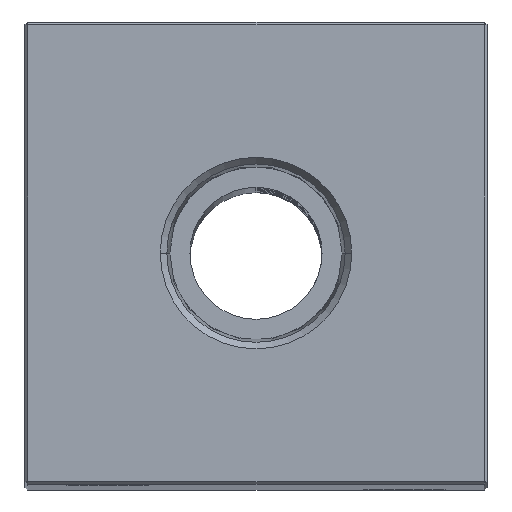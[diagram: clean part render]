
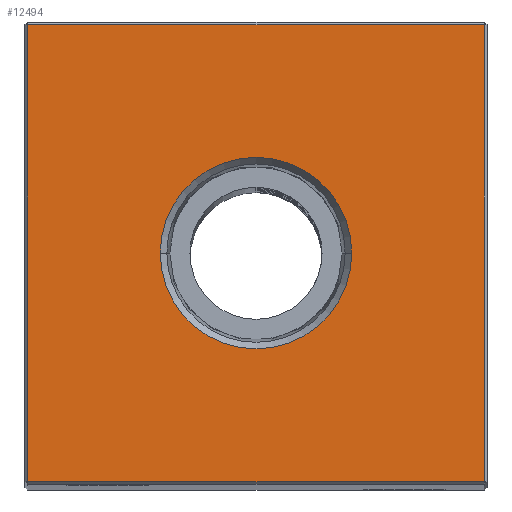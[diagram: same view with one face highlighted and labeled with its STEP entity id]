
A CAD part, top view. The second image highlights one B-rep face of the part: STEP entity #12494.
In plain terms, the highlighted planar face has unit normal (0, 0, 1).
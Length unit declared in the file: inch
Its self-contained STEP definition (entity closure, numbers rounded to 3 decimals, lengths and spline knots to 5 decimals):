
#983 = VECTOR ( 'NONE', #15934, 39.37008 ) ;
#1092 = DIRECTION ( 'NONE',  ( 0., 0., 1. ) ) ;
#1482 = ORIENTED_EDGE ( 'NONE', *, *, #15809, .T. ) ;
#1505 = VERTEX_POINT ( 'NONE', #5729 ) ;
#1587 = EDGE_LOOP ( 'NONE', ( #13703, #18549 ) ) ;
#1945 = DIRECTION ( 'NONE',  ( 1., 0., 0. ) ) ;
#2903 = DIRECTION ( 'NONE',  ( -1., 0., 0. ) ) ;
#4691 = CIRCLE ( 'NONE', #23363, 0.3626 ) ;
#4692 = DIRECTION ( 'NONE',  ( 0., -1., 0. ) ) ;
#5710 = CARTESIAN_POINT ( 'NONE',  ( 0.865, 0., 12.5 ) ) ;
#5729 = CARTESIAN_POINT ( 'NONE',  ( -0.865, -0.865, 12.5 ) ) ;
#5821 = VERTEX_POINT ( 'NONE', #26488 ) ;
#7893 = VERTEX_POINT ( 'NONE', #8449 ) ;
#8151 = AXIS2_PLACEMENT_3D ( 'NONE', #32623, #9780, #19979 ) ;
#8449 = CARTESIAN_POINT ( 'NONE',  ( 0.865, 0.865, 12.5 ) ) ;
#9446 = FACE_OUTER_BOUND ( 'NONE', #28025, .T. ) ;
#9549 = CIRCLE ( 'NONE', #28157, 0.3626 ) ;
#9780 = DIRECTION ( 'NONE',  ( 0., 0., -1. ) ) ;
#11285 = DIRECTION ( 'NONE',  ( 1., 0., 0. ) ) ;
#11751 = CARTESIAN_POINT ( 'NONE',  ( 0.865, -0.865, 12.5 ) ) ;
#12192 = CARTESIAN_POINT ( 'NONE',  ( 0., 0., 12.5 ) ) ;
#12494 = ADVANCED_FACE ( 'NONE', ( #9446, #19658 ), #29783, .F. ) ;
#13544 = ORIENTED_EDGE ( 'NONE', *, *, #22988, .T. ) ;
#13703 = ORIENTED_EDGE ( 'NONE', *, *, #24063, .F. ) ;
#14437 = CARTESIAN_POINT ( 'NONE',  ( -0.3626, 0., 12.5 ) ) ;
#14681 = LINE ( 'NONE', #24811, #20012 ) ;
#15286 = EDGE_CURVE ( 'NONE', #1505, #15678, #14681, .T. ) ;
#15633 = LINE ( 'NONE', #25775, #18366 ) ;
#15678 = VERTEX_POINT ( 'NONE', #11751 ) ;
#15809 = EDGE_CURVE ( 'NONE', #5821, #1505, #17401, .T. ) ;
#15934 = DIRECTION ( 'NONE',  ( 0., 1., 0. ) ) ;
#17401 = LINE ( 'NONE', #27526, #25221 ) ;
#18366 = VECTOR ( 'NONE', #2903, 39.37008 ) ;
#18549 = ORIENTED_EDGE ( 'NONE', *, *, #25053, .F. ) ;
#19424 = EDGE_CURVE ( 'NONE', #7893, #5821, #15633, .T. ) ;
#19658 = FACE_BOUND ( 'NONE', #1587, .T. ) ;
#19979 = DIRECTION ( 'NONE',  ( -1., 0., 0. ) ) ;
#20012 = VECTOR ( 'NONE', #1945, 39.37008 ) ;
#20807 = VERTEX_POINT ( 'NONE', #20919 ) ;
#20919 = CARTESIAN_POINT ( 'NONE',  ( 0.3626, 0., 12.5 ) ) ;
#22339 = DIRECTION ( 'NONE',  ( 0., 0., 1. ) ) ;
#22988 = EDGE_CURVE ( 'NONE', #15678, #7893, #28564, .T. ) ;
#23363 = AXIS2_PLACEMENT_3D ( 'NONE', #12192, #22339, #32494 ) ;
#23956 = CARTESIAN_POINT ( 'NONE',  ( 0., 0., 12.5 ) ) ;
#24063 = EDGE_CURVE ( 'NONE', #20807, #28613, #9549, .T. ) ;
#24811 = CARTESIAN_POINT ( 'NONE',  ( 0., -0.865, 12.5 ) ) ;
#25053 = EDGE_CURVE ( 'NONE', #28613, #20807, #4691, .T. ) ;
#25221 = VECTOR ( 'NONE', #4692, 39.37008 ) ;
#25775 = CARTESIAN_POINT ( 'NONE',  ( 0., 0.865, 12.5 ) ) ;
#26488 = CARTESIAN_POINT ( 'NONE',  ( -0.865, 0.865, 12.5 ) ) ;
#26828 = ORIENTED_EDGE ( 'NONE', *, *, #15286, .T. ) ;
#27526 = CARTESIAN_POINT ( 'NONE',  ( -0.865, 0., 12.5 ) ) ;
#28025 = EDGE_LOOP ( 'NONE', ( #1482, #26828, #13544, #31495 ) ) ;
#28157 = AXIS2_PLACEMENT_3D ( 'NONE', #23956, #1092, #11285 ) ;
#28564 = LINE ( 'NONE', #5710, #983 ) ;
#28613 = VERTEX_POINT ( 'NONE', #14437 ) ;
#29783 = PLANE ( 'NONE',  #8151 ) ;
#31495 = ORIENTED_EDGE ( 'NONE', *, *, #19424, .T. ) ;
#32494 = DIRECTION ( 'NONE',  ( 1., 0., 0. ) ) ;
#32623 = CARTESIAN_POINT ( 'NONE',  ( 0., 0., 12.5 ) ) ;
